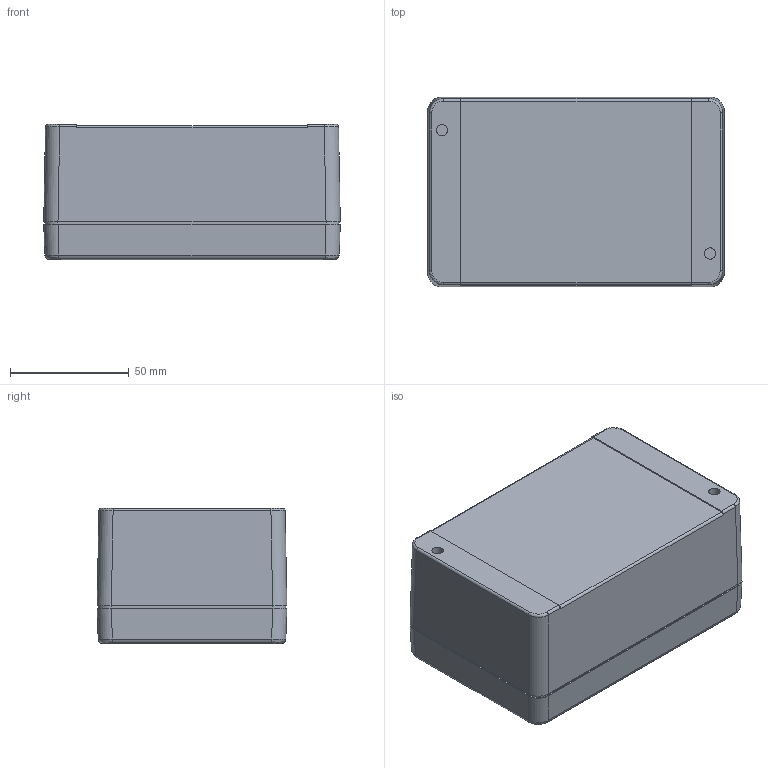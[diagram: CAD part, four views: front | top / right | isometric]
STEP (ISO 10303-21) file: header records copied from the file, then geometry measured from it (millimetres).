
FILE_DESCRIPTION((''),'2;1');
FILE_NAME('01110000_A 110.stp','2010-02-04T11:15:09',('kotzmaier'),(''),'Autodesk Inventor 2010','Autodesk Inventor 2010','');
FILE_SCHEMA(('CONFIG_CONTROL_DESIGN'));
Length unit declared in the file: millimetre
Products named in the file (4): BXPBAL1258057-A01; SHR Z M4x20x7 ÄHNL_DIN EN ISO 7045 OG_3Dsym
Assembly tree (6 placements, depth 2):
  BXPBAL1258057-A01
    BXPBAL1258057-A01
    BXPBAL1258057-A01
    SHR Z M4x20x7 ÄHNL_DIN EN ISO 7045 OG_3Dsym  x4
Bounding box: 125 x 80 x 57 mm (x, y, z)
Volume: 159403.2 mm3; surface area: 87843.1 mm2
Topology: 6 solids, 6 shells, 387 faces, 927 edges, 570 vertices
Faces by surface type: plane 142, cylinder 99, cone 78, bspline 52, torus 16
Full cylindrical faces by diameter (mm): 2.87 x4, 3.2 x4, 4 x4, 4.5 x1, 4.8 x2, 7 x4, 8 x2
Entity records: 10366 total; most frequent: CARTESIAN_POINT 3505, DIRECTION 1458, ORIENTED_EDGE 1320, EDGE_CURVE 660, AXIS2_PLACEMENT_3D 593, VERTEX_POINT 431, EDGE_LOOP 383, FACE_OUTER_BOUND 303
